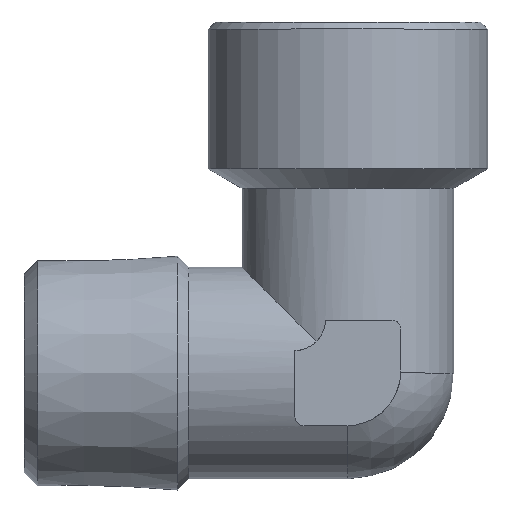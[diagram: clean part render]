
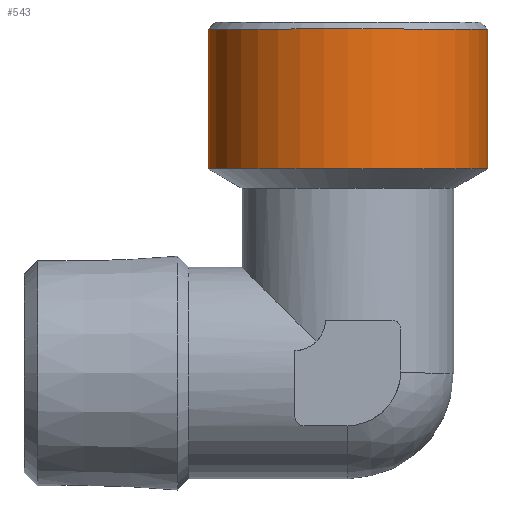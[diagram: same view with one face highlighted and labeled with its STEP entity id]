
A CAD part, top view. The second image highlights one B-rep face of the part: STEP entity #543.
In plain terms, the highlighted cylindrical face has radius 12.75 mm (diameter 25.5 mm), a full revolution.
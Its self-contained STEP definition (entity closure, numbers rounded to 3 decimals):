
#122=CIRCLE('',#604,12.75);
#123=CIRCLE('',#606,12.75);
#177=ORIENTED_EDGE('',*,*,#321,.F.);
#178=ORIENTED_EDGE('',*,*,#320,.T.);
#320=EDGE_CURVE('',#391,#391,#122,.T.);
#321=EDGE_CURVE('',#392,#392,#123,.T.);
#391=VERTEX_POINT('',#933);
#392=VERTEX_POINT('',#936);
#429=EDGE_LOOP('',(#177));
#430=EDGE_LOOP('',(#178));
#481=FACE_BOUND('',#429,.T.);
#482=FACE_BOUND('',#430,.T.);
#527=CYLINDRICAL_SURFACE('',#605,12.75);
#543=ADVANCED_FACE('',(#481,#482),#527,.T.);
#604=AXIS2_PLACEMENT_3D('',#932,#695,#696);
#605=AXIS2_PLACEMENT_3D('',#934,#697,#698);
#606=AXIS2_PLACEMENT_3D('',#935,#699,#700);
#695=DIRECTION('',(0.,1.,0.));
#696=DIRECTION('',(0.,0.,1.));
#697=DIRECTION('',(0.,1.,0.));
#698=DIRECTION('',(0.,0.,1.));
#699=DIRECTION('',(0.,1.,0.));
#700=DIRECTION('',(0.,0.,1.));
#932=CARTESIAN_POINT('',(0.,18.632,0.));
#933=CARTESIAN_POINT('',(0.,18.632,12.75));
#934=CARTESIAN_POINT('',(0.,32.,0.));
#935=CARTESIAN_POINT('',(0.,31.363,0.));
#936=CARTESIAN_POINT('',(0.,31.363,12.75));
